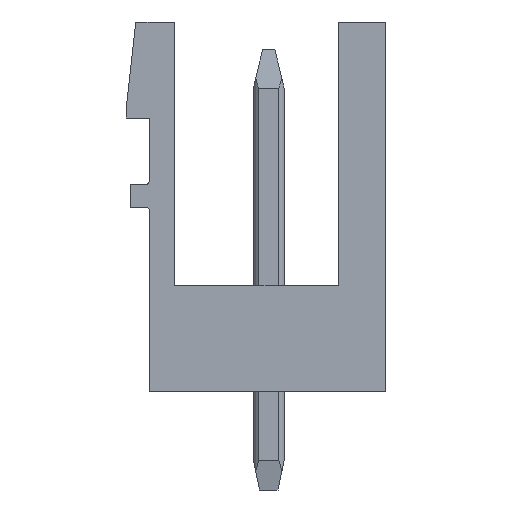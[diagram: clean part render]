
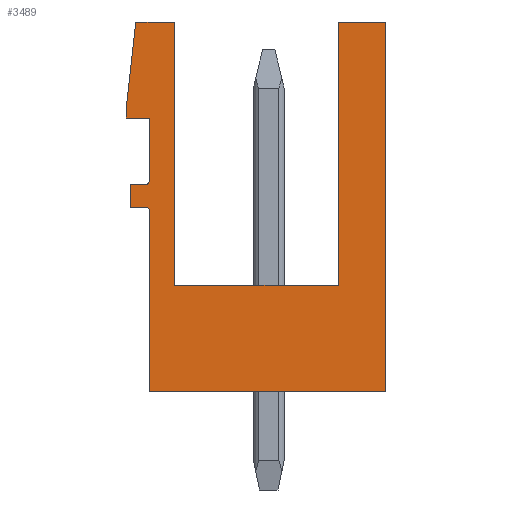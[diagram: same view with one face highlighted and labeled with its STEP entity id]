
A CAD part, left-side view. The second image highlights one B-rep face of the part: STEP entity #3489.
In plain terms, the highlighted planar face has unit normal (-1, 0, 0).
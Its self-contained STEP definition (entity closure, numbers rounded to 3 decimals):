
#2269=AXIS2_PLACEMENT_3D('Circle Axis2P3D',#2267,#2268,$) ;
#2393=AXIS2_PLACEMENT_3D('Circle Axis2P3D',#2391,#2392,$) ;
#3444=AXIS2_PLACEMENT_3D('Plane Axis2P3D',#3441,#3442,#3443) ;
#49=CARTESIAN_POINT('Vertex',(0.,0.,15.2)) ;
#52=CARTESIAN_POINT('Line Origine',(0.,0.,9.2)) ;
#56=CARTESIAN_POINT('Vertex',(0.,0.,3.2)) ;
#89=CARTESIAN_POINT('Vertex',(0.,8.12,15.2)) ;
#92=CARTESIAN_POINT('Line Origine',(0.,7.49,15.2)) ;
#96=CARTESIAN_POINT('Vertex',(0.,6.86,15.2)) ;
#1183=CARTESIAN_POINT('Line Origine',(0.,0.77,15.2)) ;
#1187=CARTESIAN_POINT('Vertex',(0.,1.54,15.2)) ;
#1579=CARTESIAN_POINT('Vertex',(0.,8.43,12.08)) ;
#1582=CARTESIAN_POINT('Line Origine',(0.,8.43,12.24)) ;
#1586=CARTESIAN_POINT('Vertex',(0.,8.43,12.4)) ;
#1827=CARTESIAN_POINT('Vertex',(0.,7.68,12.08)) ;
#1830=CARTESIAN_POINT('Line Origine',(0.,8.055,12.08)) ;
#2154=CARTESIAN_POINT('Vertex',(0.,7.68,10.03)) ;
#2157=CARTESIAN_POINT('Line Origine',(0.,7.68,11.055)) ;
#2264=CARTESIAN_POINT('Vertex',(0.,7.78,9.93)) ;
#2267=CARTESIAN_POINT('Axis2P3D Location',(0.,7.78,10.03)) ;
#2295=CARTESIAN_POINT('Vertex',(0.,8.3,9.93)) ;
#2298=CARTESIAN_POINT('Line Origine',(0.,8.04,9.93)) ;
#2326=CARTESIAN_POINT('Vertex',(0.,8.3,9.18)) ;
#2329=CARTESIAN_POINT('Line Origine',(0.,8.3,9.555)) ;
#2357=CARTESIAN_POINT('Vertex',(0.,7.78,9.18)) ;
#2360=CARTESIAN_POINT('Line Origine',(0.,8.04,9.18)) ;
#2388=CARTESIAN_POINT('Vertex',(0.,7.68,9.08)) ;
#2391=CARTESIAN_POINT('Axis2P3D Location',(0.,7.78,9.08)) ;
#2414=CARTESIAN_POINT('Vertex',(0.,7.68,3.2)) ;
#2417=CARTESIAN_POINT('Line Origine',(0.,7.68,6.14)) ;
#2439=CARTESIAN_POINT('Line Origine',(0.,3.84,3.2)) ;
#3441=CARTESIAN_POINT('Axis2P3D Location',(0.,0.,0.)) ;
#3446=CARTESIAN_POINT('Line Origine',(0.,8.275,13.8)) ;
#3451=CARTESIAN_POINT('Line Origine',(0.,1.54,10.925)) ;
#3455=CARTESIAN_POINT('Vertex',(0.,1.54,6.65)) ;
#3458=CARTESIAN_POINT('Line Origine',(0.,4.2,6.65)) ;
#3462=CARTESIAN_POINT('Vertex',(0.,6.86,6.65)) ;
#3465=CARTESIAN_POINT('Line Origine',(0.,6.86,10.925)) ;
#53=DIRECTION('Vector Direction',(0.,0.,1.)) ;
#93=DIRECTION('Vector Direction',(0.,-1.,0.)) ;
#1184=DIRECTION('Vector Direction',(0.,-1.,0.)) ;
#1583=DIRECTION('Vector Direction',(0.,0.,1.)) ;
#1831=DIRECTION('Vector Direction',(0.,1.,0.)) ;
#2158=DIRECTION('Vector Direction',(0.,0.,1.)) ;
#2268=DIRECTION('Axis2P3D Direction',(-1.,0.,0.)) ;
#2299=DIRECTION('Vector Direction',(0.,-1.,0.)) ;
#2330=DIRECTION('Vector Direction',(0.,0.,1.)) ;
#2361=DIRECTION('Vector Direction',(0.,1.,0.)) ;
#2392=DIRECTION('Axis2P3D Direction',(-1.,0.,0.)) ;
#2418=DIRECTION('Vector Direction',(0.,0.,-1.)) ;
#2440=DIRECTION('Vector Direction',(0.,1.,0.)) ;
#3442=DIRECTION('Axis2P3D Direction',(-1.,0.,0.)) ;
#3443=DIRECTION('Axis2P3D XDirection',(0.,0.,1.)) ;
#3447=DIRECTION('Vector Direction',(0.,-0.11,0.994)) ;
#3452=DIRECTION('Vector Direction',(0.,0.,-1.)) ;
#3459=DIRECTION('Vector Direction',(0.,-1.,0.)) ;
#3466=DIRECTION('Vector Direction',(0.,0.,-1.)) ;
#54=VECTOR('Line Direction',#53,1.) ;
#94=VECTOR('Line Direction',#93,1.) ;
#1185=VECTOR('Line Direction',#1184,1.) ;
#1584=VECTOR('Line Direction',#1583,1.) ;
#1832=VECTOR('Line Direction',#1831,1.) ;
#2159=VECTOR('Line Direction',#2158,1.) ;
#2300=VECTOR('Line Direction',#2299,1.) ;
#2331=VECTOR('Line Direction',#2330,1.) ;
#2362=VECTOR('Line Direction',#2361,1.) ;
#2419=VECTOR('Line Direction',#2418,1.) ;
#2441=VECTOR('Line Direction',#2440,1.) ;
#3448=VECTOR('Line Direction',#3447,1.) ;
#3453=VECTOR('Line Direction',#3452,1.) ;
#3460=VECTOR('Line Direction',#3459,1.) ;
#3467=VECTOR('Line Direction',#3466,1.) ;
#3471=ORIENTED_EDGE('',*,*,#98,.T.) ;
#3472=ORIENTED_EDGE('',*,*,#3450,.F.) ;
#3473=ORIENTED_EDGE('',*,*,#1588,.T.) ;
#3474=ORIENTED_EDGE('',*,*,#1834,.T.) ;
#3475=ORIENTED_EDGE('',*,*,#2161,.T.) ;
#3476=ORIENTED_EDGE('',*,*,#2271,.T.) ;
#3477=ORIENTED_EDGE('',*,*,#2302,.T.) ;
#3478=ORIENTED_EDGE('',*,*,#2333,.T.) ;
#3479=ORIENTED_EDGE('',*,*,#2364,.T.) ;
#3480=ORIENTED_EDGE('',*,*,#2395,.T.) ;
#3481=ORIENTED_EDGE('',*,*,#2421,.T.) ;
#3482=ORIENTED_EDGE('',*,*,#2443,.T.) ;
#3483=ORIENTED_EDGE('',*,*,#58,.T.) ;
#3484=ORIENTED_EDGE('',*,*,#1189,.T.) ;
#3485=ORIENTED_EDGE('',*,*,#3457,.T.) ;
#3486=ORIENTED_EDGE('',*,*,#3464,.F.) ;
#3487=ORIENTED_EDGE('',*,*,#3469,.F.) ;
#3489=ADVANCED_FACE('HOUSING',(#3488),#3445,.T.) ;
#2270=CIRCLE('generated circle',#2269,0.1) ;
#2394=CIRCLE('generated circle',#2393,0.1) ;
#58=EDGE_CURVE('',#57,#50,#55,.T.) ;
#98=EDGE_CURVE('',#97,#90,#95,.F.) ;
#1189=EDGE_CURVE('',#50,#1188,#1186,.F.) ;
#1588=EDGE_CURVE('',#1587,#1580,#1585,.F.) ;
#1834=EDGE_CURVE('',#1580,#1828,#1833,.F.) ;
#2161=EDGE_CURVE('',#1828,#2155,#2160,.F.) ;
#2271=EDGE_CURVE('',#2155,#2265,#2270,.F.) ;
#2302=EDGE_CURVE('',#2265,#2296,#2301,.F.) ;
#2333=EDGE_CURVE('',#2296,#2327,#2332,.F.) ;
#2364=EDGE_CURVE('',#2327,#2358,#2363,.F.) ;
#2395=EDGE_CURVE('',#2358,#2389,#2394,.F.) ;
#2421=EDGE_CURVE('',#2389,#2415,#2420,.T.) ;
#2443=EDGE_CURVE('',#2415,#57,#2442,.F.) ;
#3450=EDGE_CURVE('',#1587,#90,#3449,.T.) ;
#3457=EDGE_CURVE('',#1188,#3456,#3454,.T.) ;
#3464=EDGE_CURVE('',#3463,#3456,#3461,.T.) ;
#3469=EDGE_CURVE('',#97,#3463,#3468,.T.) ;
#3470=EDGE_LOOP('',(#3471,#3472,#3473,#3474,#3475,#3476,#3477,#3478,#3479,#3480,#3481,#3482,#3483,#3484,#3485,#3486,#3487)) ;
#3488=FACE_OUTER_BOUND('',#3470,.T.) ;
#55=LINE('Line',#52,#54) ;
#95=LINE('Line',#92,#94) ;
#1186=LINE('Line',#1183,#1185) ;
#1585=LINE('Line',#1582,#1584) ;
#1833=LINE('Line',#1830,#1832) ;
#2160=LINE('Line',#2157,#2159) ;
#2301=LINE('Line',#2298,#2300) ;
#2332=LINE('Line',#2329,#2331) ;
#2363=LINE('Line',#2360,#2362) ;
#2420=LINE('Line',#2417,#2419) ;
#2442=LINE('Line',#2439,#2441) ;
#3449=LINE('Line',#3446,#3448) ;
#3454=LINE('Line',#3451,#3453) ;
#3461=LINE('Line',#3458,#3460) ;
#3468=LINE('Line',#3465,#3467) ;
#3445=PLANE('',#3444) ;
#50=VERTEX_POINT('',#49) ;
#57=VERTEX_POINT('',#56) ;
#90=VERTEX_POINT('',#89) ;
#97=VERTEX_POINT('',#96) ;
#1188=VERTEX_POINT('',#1187) ;
#1580=VERTEX_POINT('',#1579) ;
#1587=VERTEX_POINT('',#1586) ;
#1828=VERTEX_POINT('',#1827) ;
#2155=VERTEX_POINT('',#2154) ;
#2265=VERTEX_POINT('',#2264) ;
#2296=VERTEX_POINT('',#2295) ;
#2327=VERTEX_POINT('',#2326) ;
#2358=VERTEX_POINT('',#2357) ;
#2389=VERTEX_POINT('',#2388) ;
#2415=VERTEX_POINT('',#2414) ;
#3456=VERTEX_POINT('',#3455) ;
#3463=VERTEX_POINT('',#3462) ;
